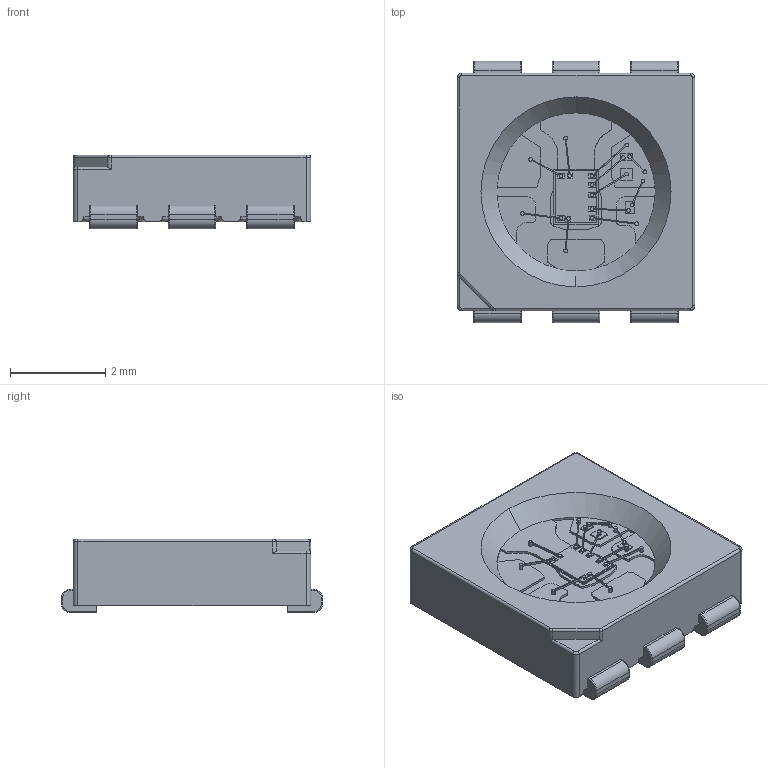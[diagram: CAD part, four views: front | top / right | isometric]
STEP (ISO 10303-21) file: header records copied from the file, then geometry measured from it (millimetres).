
FILE_DESCRIPTION(('FreeCAD Model'),'2;1');
FILE_NAME('APA102C.step','2017-07-30T13:25:54',( 'kicad StepUp'),('ksu MCAD'),'Open CASCADE STEP processor 6.8', 'FreeCAD','Unknown');
FILE_SCHEMA(('AUTOMOTIVE_DESIGN_CC2 { 1 2 10303 214 -1 1 5 4 }'));
Length unit declared in the file: millimetre
Products named in the file (2): ASSEMBLY; APA102C
Assembly tree (1 placements, depth 2):
  ASSEMBLY
    APA102C
Bounding box: 5 x 5.5 x 1.55 mm (x, y, z)
Volume: 30.7 mm3; surface area: 92.6 mm2
Topology: 1 solids, 1 shells, 422 faces, 1185 edges, 766 vertices
Faces by surface type: plane 215, cylinder 151, bspline 54, cone 2
Entity records: 18047 total; most frequent: CARTESIAN_POINT 4323, ORIENTED_EDGE 2370, DIRECTION 2139, EDGE_CURVE 1185, LINE 767, VECTOR 767, VERTEX_POINT 766, AXIS2_PLACEMENT_3D 686
